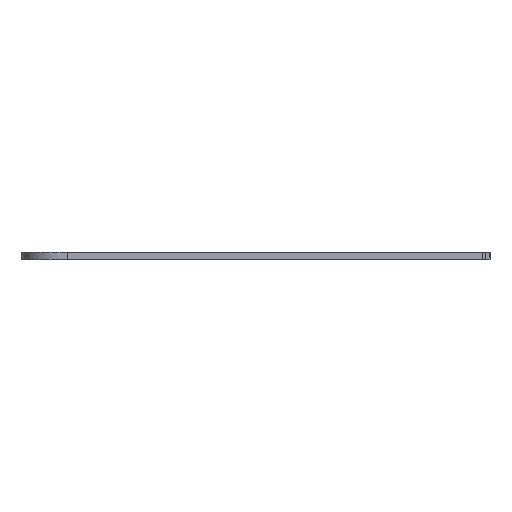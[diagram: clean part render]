
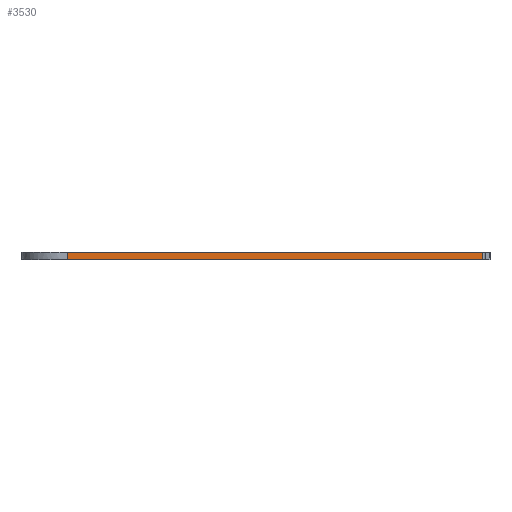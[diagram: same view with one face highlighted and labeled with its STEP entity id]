
A CAD part, left-side view. The second image highlights one B-rep face of the part: STEP entity #3530.
In plain terms, the highlighted planar face has unit normal (-1, 0, 0).
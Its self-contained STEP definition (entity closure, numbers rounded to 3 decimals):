
#56=B_SPLINE_CURVE_WITH_KNOTS('',3,(#5704,#5705,#5706,#5707),
 .UNSPECIFIED.,.F.,.F.,(4,4),(0.,0.8),
 .UNSPECIFIED.);
#176=PLANE('',#3811);
#347=FACE_OUTER_BOUND('',#552,.T.);
#552=EDGE_LOOP('',(#3303,#3304,#3305,#3306));
#603=LINE('',#4880,#1002);
#742=LINE('',#5359,#1141);
#920=LINE('',#5857,#1319);
#1002=VECTOR('',#3894,10.);
#1141=VECTOR('',#4163,10.);
#1319=VECTOR('',#4613,10.);
#1513=VERTEX_POINT('',#4877);
#1514=VERTEX_POINT('',#4879);
#1700=VERTEX_POINT('',#5335);
#1701=VERTEX_POINT('',#5358);
#1852=EDGE_CURVE('',#1513,#1514,#603,.T.);
#2050=EDGE_CURVE('',#1700,#1701,#742,.T.);
#2211=EDGE_CURVE('',#1514,#1700,#56,.T.);
#2264=EDGE_CURVE('',#1513,#1701,#920,.T.);
#3303=ORIENTED_EDGE('',*,*,#2211,.F.);
#3304=ORIENTED_EDGE('',*,*,#1852,.F.);
#3305=ORIENTED_EDGE('',*,*,#2264,.T.);
#3306=ORIENTED_EDGE('',*,*,#2050,.F.);
#3530=ADVANCED_FACE('',(#347),#176,.T.);
#3811=AXIS2_PLACEMENT_3D('',#5941,#4748,#4749);
#3894=DIRECTION('',(0.,1.,0.));
#4163=DIRECTION('',(0.,-1.,0.));
#4613=DIRECTION('',(0.,0.,1.));
#4748=DIRECTION('center_axis',(-1.,0.,0.));
#4749=DIRECTION('ref_axis',(0.,-1.,0.));
#4877=CARTESIAN_POINT('',(-300.,0.,0.));
#4879=CARTESIAN_POINT('',(-300.,450.503,0.));
#4880=CARTESIAN_POINT('',(-300.,0.,0.));
#5335=CARTESIAN_POINT('',(-300.,450.503,8.));
#5358=CARTESIAN_POINT('',(-300.,0.,8.));
#5359=CARTESIAN_POINT('',(-300.,0.,8.));
#5704=CARTESIAN_POINT('Ctrl Pts',(-300.,450.503,0.));
#5705=CARTESIAN_POINT('Ctrl Pts',(-300.,450.503,2.667));
#5706=CARTESIAN_POINT('Ctrl Pts',(-300.,450.503,5.333));
#5707=CARTESIAN_POINT('Ctrl Pts',(-300.,450.503,8.));
#5857=CARTESIAN_POINT('',(-300.,0.,0.));
#5941=CARTESIAN_POINT('Origin',(-300.,500.,0.));
